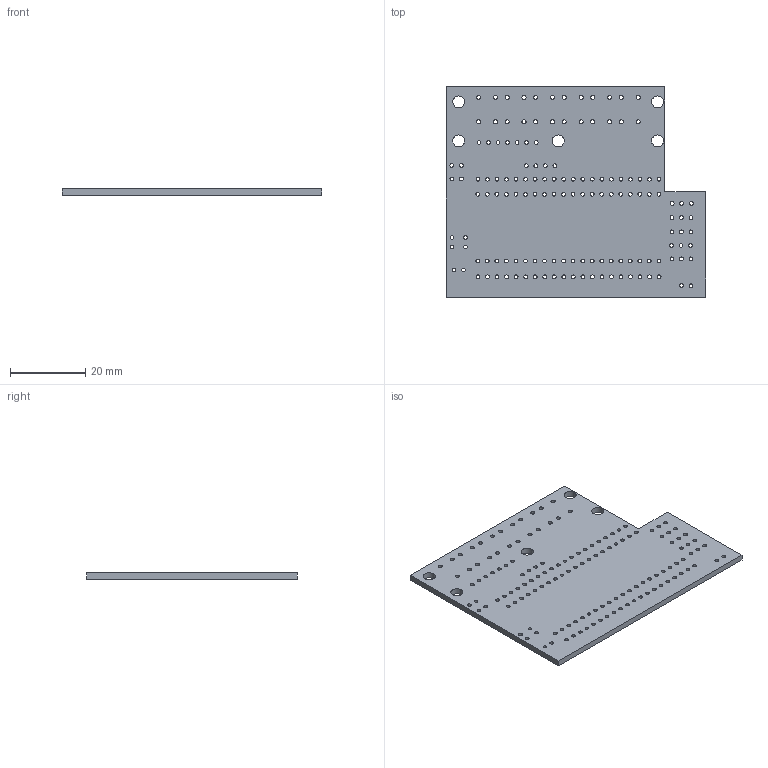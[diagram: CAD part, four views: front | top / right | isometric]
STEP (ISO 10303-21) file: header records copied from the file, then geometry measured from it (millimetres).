
FILE_DESCRIPTION(('KiCad electronic assembly'),'2;1');
FILE_NAME('FARA_KEYBOARD.step','2024-06-06T22:07:58',('Pcbnew'),('Kicad' ),'Open CASCADE STEP processor 7.7','KiCad to STEP converter', 'Unknown');
FILE_SCHEMA(('AUTOMOTIVE_DESIGN { 1 0 10303 214 1 1 1 1 }'));
Length unit declared in the file: millimetre
Products named in the file (2): FARA_KEYBOARD 1; FARA_KEYBOARD_PCB
Assembly tree (1 placements, depth 2):
  FARA_KEYBOARD 1
    FARA_KEYBOARD_PCB
Bounding box: 69.1 x 56 x 1.6 mm (x, y, z)
Volume: 5455.7 mm3; surface area: 8026.2 mm2
Topology: 1 solids, 1 shells, 155 faces, 459 edges, 306 vertices
Faces by surface type: cylinder 147, plane 8
Full cylindrical faces by diameter (mm): 1 x118, 1.1 x24, 3.2 x5
Entity records: 5992 total; most frequent: DIRECTION 1067, CARTESIAN_POINT 922, ORIENTED_EDGE 918, EDGE_CURVE 459, AXIS2_PLACEMENT_3D 451, FACE_BOUND 449, EDGE_LOOP 449, VERTEX_POINT 306
